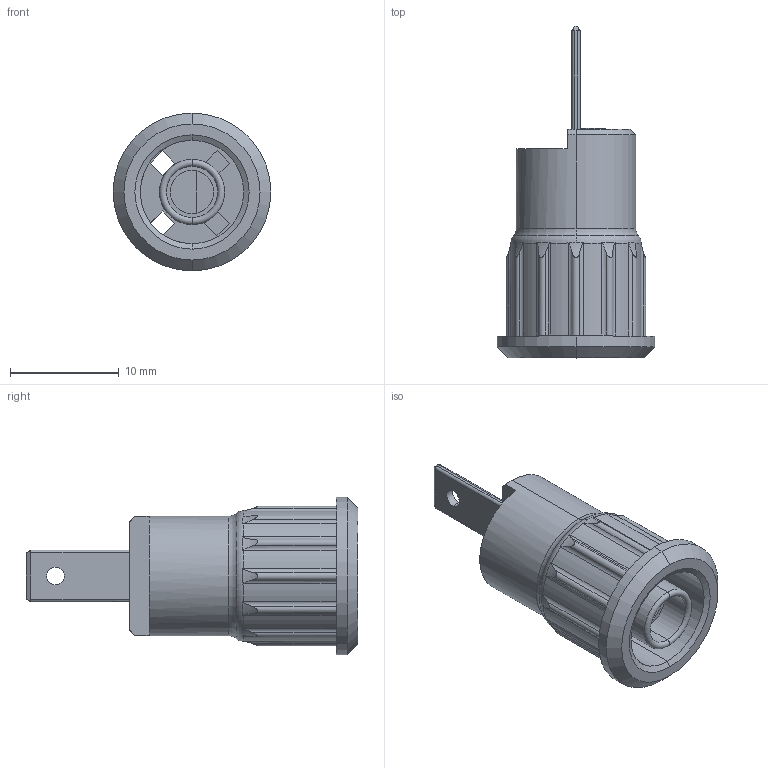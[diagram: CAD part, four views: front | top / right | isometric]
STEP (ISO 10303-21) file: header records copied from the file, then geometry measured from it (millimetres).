
FILE_DESCRIPTION (( 'STEP AP214' ), '1' );
FILE_NAME ('User Library-Banana_jack_red.STEP', '2015-03-13T21:20:22', ( 'Windows User' ), ( '' ), 'SwSTEP 2.0', 'SolidWorks 2015', '' );
FILE_SCHEMA (( 'AUTOMOTIVE_DESIGN' ));
Length unit declared in the file: millimetre
Products named in the file (1): User Library-Banana_jack_red
Bounding box: 14.5 x 30.5 x 14.5 mm (x, y, z)
Volume: 1242.6 mm3; surface area: 2307.1 mm2
Topology: 1 solids, 1 shells, 200 faces, 543 edges, 349 vertices
Faces by surface type: cylinder 71, plane 70, bspline 33, torus 19, cone 7
Entity records: 7875 total; most frequent: CARTESIAN_POINT 2706, ORIENTED_EDGE 1086, DIRECTION 932, EDGE_CURVE 543, VERTEX_POINT 349, AXIS2_PLACEMENT_3D 339, VECTOR 254, LINE 254
